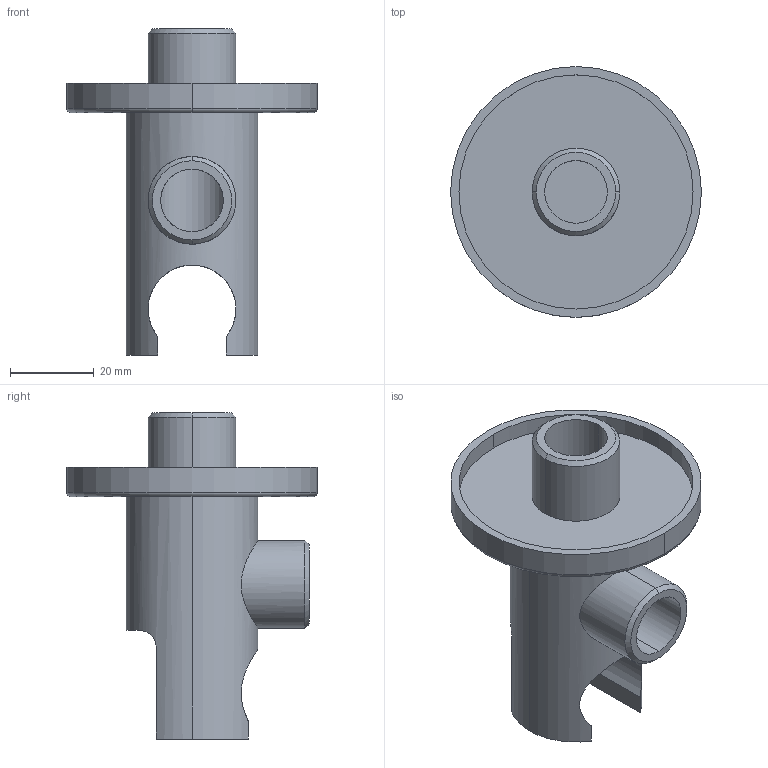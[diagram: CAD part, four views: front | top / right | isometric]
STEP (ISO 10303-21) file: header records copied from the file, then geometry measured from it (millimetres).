
FILE_DESCRIPTION (( 'STEP AP203' ), '1' );
FILE_NAME ('STEP_99Z227490___STEP.STEP', '2025-11-17T10:57:25', ( '' ), ( '' ), 'SwSTEP 2.0', 'SolidWorks 2021', '' );
FILE_SCHEMA (( 'CONFIG_CONTROL_DESIGN' ));
Length unit declared in the file: millimetre
Products named in the file (3): STEP_99Z227490___STEP; STEP_99Z227490-00_Predeterminado; STEP_99Z227490-01_Predeterminado
Assembly tree (2 placements, depth 2):
  STEP_99Z227490___STEP
    STEP_99Z227490-00_Predeterminado
    STEP_99Z227490-01_Predeterminado
Bounding box: 60 x 60 x 78 mm (x, y, z)
Volume: 39341.3 mm3; surface area: 20783.8 mm2
Topology: 3 solids, 3 shells, 57 faces, 121 edges, 76 vertices
Faces by surface type: cylinder 29, plane 16, torus 8, cone 4
Entity records: 2333 total; most frequent: CARTESIAN_POINT 750, DIRECTION 300, ORIENTED_EDGE 242, AXIS2_PLACEMENT_3D 128, EDGE_CURVE 121, VERTEX_POINT 76, EDGE_LOOP 69, CIRCLE 66
